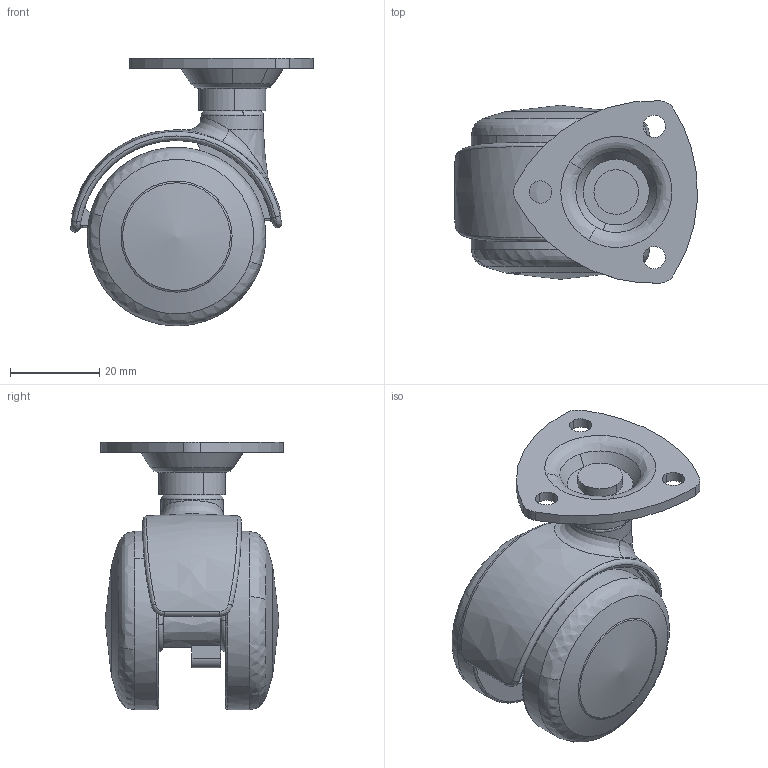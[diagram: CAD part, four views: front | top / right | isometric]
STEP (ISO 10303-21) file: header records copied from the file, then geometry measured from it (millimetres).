
FILE_DESCRIPTION((''),'2;1');
FILE_NAME('','2005-12-16T11:25:54',(''),(''),'','CADfix','');
FILE_SCHEMA(('AUTOMOTIVE_DESIGN'));
Length unit declared in the file: millimetre
Products named in the file (5): wheel; mounting plate; main shaft; body; MY4_14360_36
Assembly tree (5 placements, depth 2):
  MY4_14360_36
    wheel  x2
    mounting plate
    main shaft
    body
Bounding box: 54.41 x 40.9 x 60 mm (x, y, z)
Volume: 32647.9 mm3; surface area: 21752.3 mm2
Topology: 6 solids, 6 shells, 151 faces, 473 edges, 346 vertices
Faces by surface type: bspline 151
Entity records: 9027 total; most frequent: CARTESIAN_POINT 6802, ORIENTED_EDGE 794, EDGE_CURVE 397, VERTEX_POINT 288, EDGE_LOOP 155, FACE_OUTER_BOUND 130, ADVANCED_FACE 130, QUASI_UNIFORM_CURVE 76
